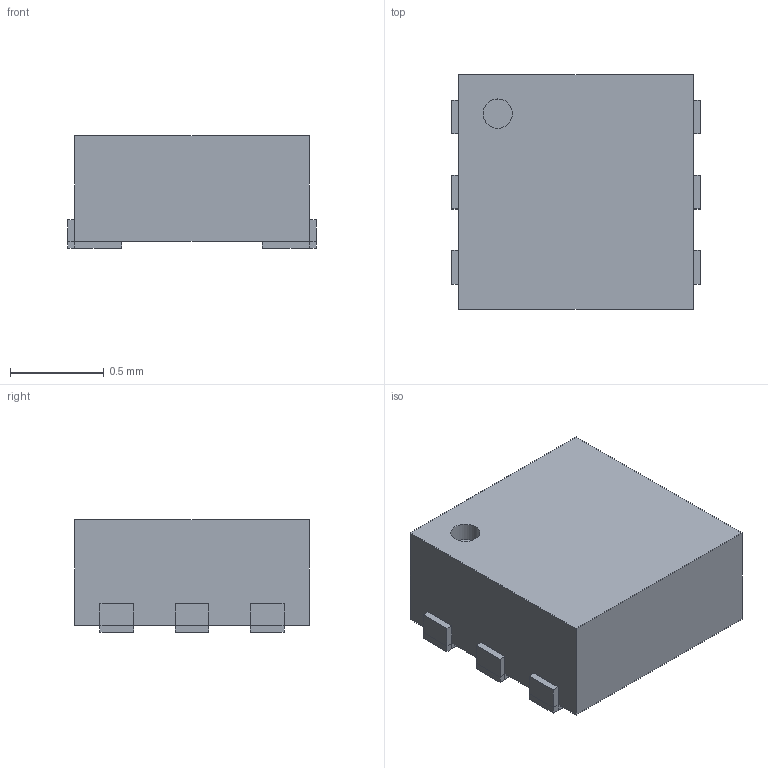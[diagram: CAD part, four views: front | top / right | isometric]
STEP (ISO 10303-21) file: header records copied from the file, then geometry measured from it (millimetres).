
FILE_DESCRIPTION(('Open CASCADE Model'),'2;1');
FILE_NAME('Open CASCADE Shape Model','2022-01-04T15:58:32',('Author'),( 'Open CASCADE'),'Open CASCADE STEP processor 6.8','Open CASCADE 6.8' ,'Unknown');
FILE_SCHEMA(('AUTOMOTIVE_DESIGN { 1 0 10303 214 1 1 1 1 }'));
Length unit declared in the file: millimetre
Products named in the file (6): PS_MIC5528.step; Open CASCADE STEP translator 6.8 93.1; Body; Open CASCADE STEP translator 6.8 93.2.1; Pin_Shape; Open CASCADE STEP translator 6.8 93.3.1
Assembly tree (10 placements, depth 3):
  PS_MIC5528.step
    Open CASCADE STEP translator 6.8 93.1
    Body
      Open CASCADE STEP translator 6.8 93.2.1
    Pin_Shape  x6
      Open CASCADE STEP translator 6.8 93.3.1
Bounding box: 1.32 x 1.25 x 0.6 mm (x, y, z)
Volume: 0.9 mm3; surface area: 7.1 mm2
Topology: 7 solids, 8 shells, 93 faces, 184 edges, 107 vertices
Faces by surface type: plane 92, cylinder 1
Full cylindrical faces by diameter (mm): 0.156 x1
Entity records: 735 total; most frequent: DIRECTION 115, CARTESIAN_POINT 105, ORIENTED_EDGE 87, EDGE_CURVE 44, LINE 41, VECTOR 41, AXIS2_PLACEMENT_3D 37, VERTEX_POINT 27
